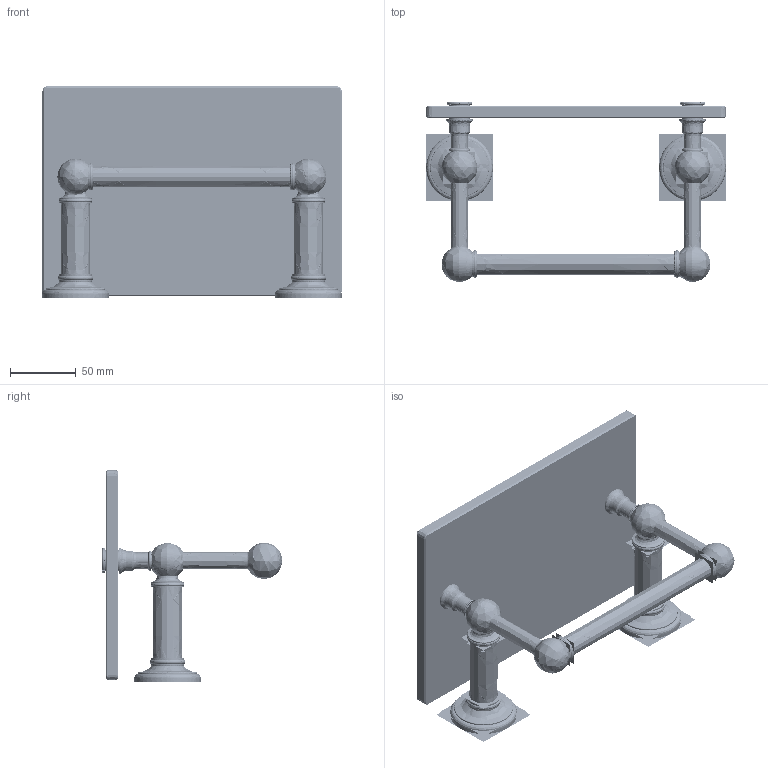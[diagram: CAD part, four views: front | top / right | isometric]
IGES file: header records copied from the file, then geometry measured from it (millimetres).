
Start section:  PTC IGES file: 4519t-9.igs
Global section: file name: 4519t-9.igs; native system: Pro/ENGINEER by Parametric Technology Corporation; preprocessor: 2009300; author: project; organization: Unknown; date: 20100915.140634; units: inch
Bounding box: 228.65 x 137.59 x 161.25 mm (x, y, z)
Surface area: 461600 mm2 (no closed solid volume)
Topology: 0 solids, 0 shells, 3976 faces, 28696 edges, 28638 vertices
Faces by surface type: bspline 3976
